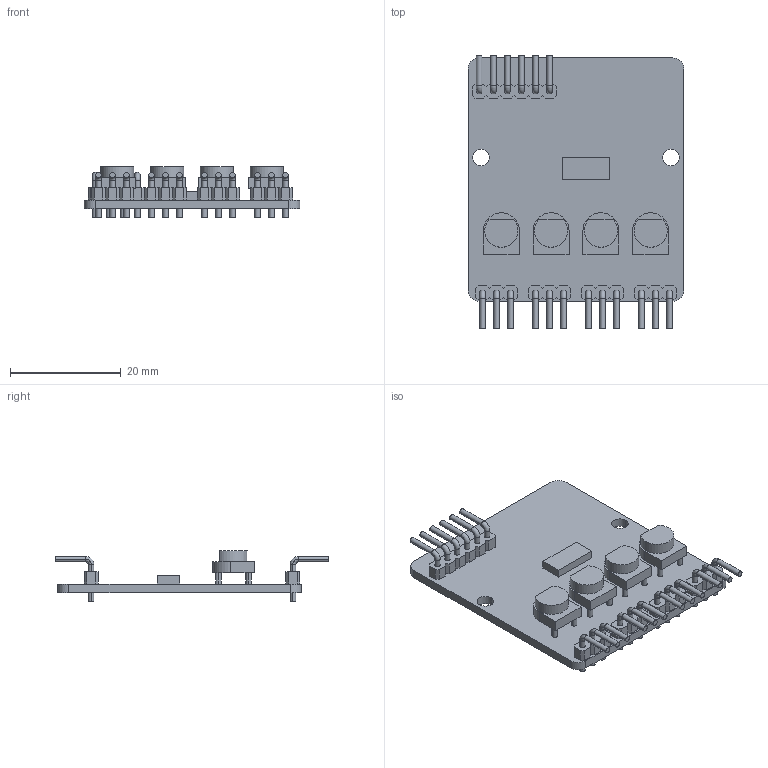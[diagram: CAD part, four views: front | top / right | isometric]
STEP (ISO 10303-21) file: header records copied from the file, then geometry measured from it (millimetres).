
FILE_DESCRIPTION(('CATIA V5 STEP Exchange'),'2;1');
FILE_NAME('IR YL-70.stp','2015-07-06T22:29:36+00:00',('none'),('none'),'CATIA Version 5 Release 19 GA (IN-10)','CATIA V5 STEP AP203','none');
FILE_SCHEMA(('CONFIG_CONTROL_DESIGN'));
Length unit declared in the file: millimetre
Products named in the file (1): centrale capteurs IR YL-70
Bounding box: 39 x 49.5 x 9.1 mm (x, y, z)
Volume: 3717.7 mm3; surface area: 5762.6 mm2
Topology: 11 solids, 11 shells, 436 faces, 1014 edges, 652 vertices
Faces by surface type: plane 216, cylinder 184, torus 36
Entity records: 11144 total; most frequent: ORIENTED_EDGE 2028, CARTESIAN_POINT 1903, DIRECTION 1486, EDGE_CURVE 1014, VERTEX_POINT 652, AXIS2_PLACEMENT_3D 641, VECTOR 610, LINE 610
